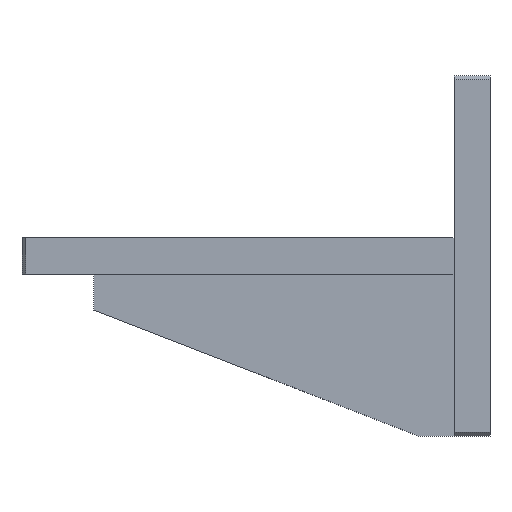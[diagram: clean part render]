
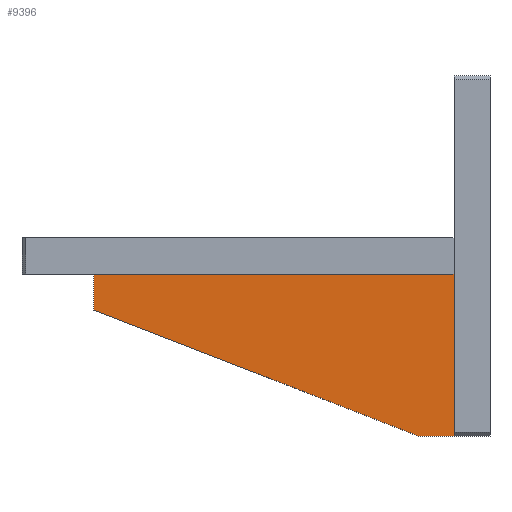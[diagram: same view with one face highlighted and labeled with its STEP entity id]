
A CAD part, left-side view. The second image highlights one B-rep face of the part: STEP entity #9396.
In plain terms, the highlighted planar face has unit normal (-1, 0, 0).
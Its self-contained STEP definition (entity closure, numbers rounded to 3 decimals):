
#94 = CARTESIAN_POINT ( 'NONE',  ( -5.597, 4.337, 50. ) ) ;
#190 = PLANE ( 'NONE',  #9672 ) ;
#448 = VERTEX_POINT ( 'NONE', #6417 ) ;
#982 = CARTESIAN_POINT ( 'NONE',  ( -5.597, -5.663, 95. ) ) ;
#1280 = CARTESIAN_POINT ( 'NONE',  ( -5.597, 94.337, 95. ) ) ;
#1535 = EDGE_LOOP ( 'NONE', ( #6806, #7062, #2257, #1685, #6972 ) ) ;
#1650 = LINE ( 'NONE', #4827, #3279 ) ;
#1685 = ORIENTED_EDGE ( 'NONE', *, *, #3484, .F. ) ;
#1973 = FACE_OUTER_BOUND ( 'NONE', #1535, .T. ) ;
#2257 = ORIENTED_EDGE ( 'NONE', *, *, #5282, .F. ) ;
#2577 = VERTEX_POINT ( 'NONE', #2927 ) ;
#2630 = LINE ( 'NONE', #8899, #6100 ) ;
#2927 = CARTESIAN_POINT ( 'NONE',  ( -5.597, 4.337, 50. ) ) ;
#2936 = EDGE_CURVE ( 'NONE', #448, #10245, #5875, .T. ) ;
#3207 = DIRECTION ( 'NONE',  ( 0., 0., -1. ) ) ;
#3272 = DIRECTION ( 'NONE',  ( 0., -1., 0. ) ) ;
#3279 = VECTOR ( 'NONE', #5580, 1000. ) ;
#3484 = EDGE_CURVE ( 'NONE', #2577, #9467, #1650, .T. ) ;
#3601 = EDGE_CURVE ( 'NONE', #3956, #2577, #9523, .T. ) ;
#3816 = VECTOR ( 'NONE', #7768, 1000. ) ;
#3956 = VERTEX_POINT ( 'NONE', #9957 ) ;
#4512 = DIRECTION ( 'NONE',  ( 0., 0., 1. ) ) ;
#4827 = CARTESIAN_POINT ( 'NONE',  ( -5.597, 94.337, 85. ) ) ;
#5282 = EDGE_CURVE ( 'NONE', #9467, #448, #8167, .T. ) ;
#5580 = DIRECTION ( 'NONE',  ( 0., 0.932, 0.362 ) ) ;
#5875 = LINE ( 'NONE', #7151, #6877 ) ;
#6100 = VECTOR ( 'NONE', #3207, 1000. ) ;
#6417 = CARTESIAN_POINT ( 'NONE',  ( -5.597, 94.337, 95. ) ) ;
#6806 = ORIENTED_EDGE ( 'NONE', *, *, #8170, .F. ) ;
#6877 = VECTOR ( 'NONE', #3272, 1000. ) ;
#6885 = DIRECTION ( 'NONE',  ( -1., 0., 0. ) ) ;
#6972 = ORIENTED_EDGE ( 'NONE', *, *, #3601, .F. ) ;
#7062 = ORIENTED_EDGE ( 'NONE', *, *, #2936, .F. ) ;
#7151 = CARTESIAN_POINT ( 'NONE',  ( -5.597, -5.663, 95. ) ) ;
#7320 = DIRECTION ( 'NONE',  ( 0., 1., 0. ) ) ;
#7627 = CARTESIAN_POINT ( 'NONE',  ( -5.597, 94.337, 85. ) ) ;
#7768 = DIRECTION ( 'NONE',  ( 0., 0., 1. ) ) ;
#8167 = LINE ( 'NONE', #1280, #3816 ) ;
#8170 = EDGE_CURVE ( 'NONE', #10245, #3956, #2630, .T. ) ;
#8899 = CARTESIAN_POINT ( 'NONE',  ( -5.597, -5.663, 50. ) ) ;
#9141 = VECTOR ( 'NONE', #7320, 1000. ) ;
#9396 = ADVANCED_FACE ( 'NONE', ( #1973 ), #190, .T. ) ;
#9467 = VERTEX_POINT ( 'NONE', #7627 ) ;
#9523 = LINE ( 'NONE', #94, #9141 ) ;
#9672 = AXIS2_PLACEMENT_3D ( 'NONE', #10092, #6885, #4512 ) ;
#9957 = CARTESIAN_POINT ( 'NONE',  ( -5.597, -5.663, 50. ) ) ;
#10092 = CARTESIAN_POINT ( 'NONE',  ( -5.597, -5.663, 95. ) ) ;
#10245 = VERTEX_POINT ( 'NONE', #982 ) ;
